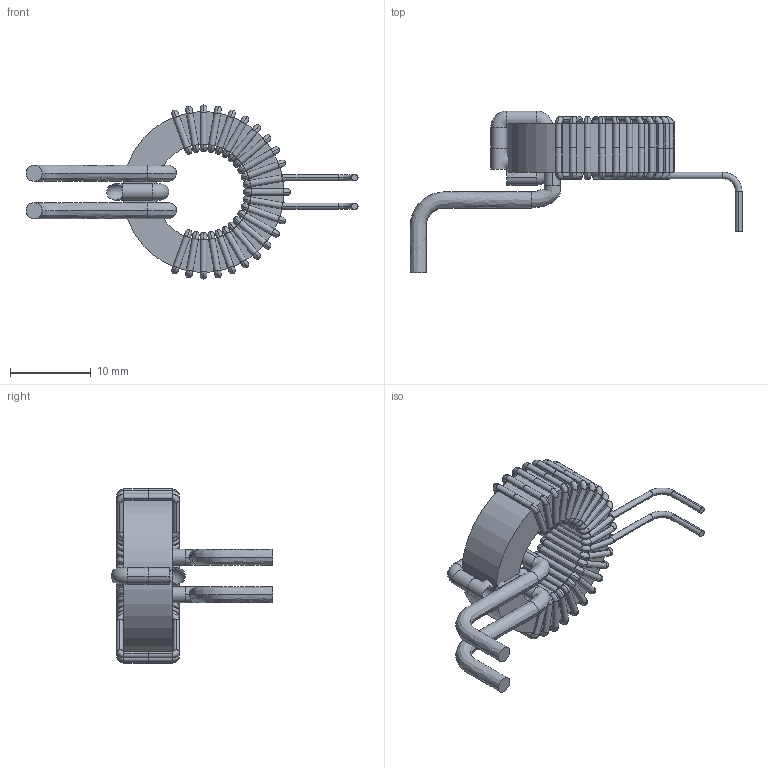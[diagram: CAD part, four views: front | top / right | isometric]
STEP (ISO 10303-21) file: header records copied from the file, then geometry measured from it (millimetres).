
FILE_DESCRIPTION (( 'STEP AP214' ), '1' );
FILE_NAME ('懾譈鴀 襜罻, 懤鍆鴇.STEP', '2023-05-25T08:56:27', ( '' ), ( '' ), 'SwSTEP 2.0', 'SolidWorks 2021', '' );
FILE_SCHEMA (( 'AUTOMOTIVE_DESIGN' ));
Length unit declared in the file: millimetre
Products named in the file (6): Îáìîòêà âòîðè÷êè; Ôåððèò 20õ12õ6; Îáìîòêà ïåðâè÷êè; Âûâîä ïåðâè÷êè; Âûâîä âòîðè÷êè; 懾譈鴀 襜罻, 懤鍆鴇
Assembly tree (29 placements, depth 2):
  懾譈鴀 襜罻, 懤鍆鴇
    Ôåððèò 20õ12õ6
    Îáìîòêà âòîðè÷êè  x23
    Âûâîä âòîðè÷êè  x2
    Îáìîòêà ïåðâè÷êè
    Âûâîä ïåðâè÷êè  x2
Bounding box: 41.2 x 20.09 x 21.6 mm (x, y, z)
Volume: 1762.9 mm3; surface area: 3021.3 mm2
Topology: 29 solids, 29 shells, 466 faces, 1312 edges, 848 vertices
Faces by surface type: cylinder 256, torus 192, plane 10, bspline 8
Entity records: 2602 total; most frequent: CARTESIAN_POINT 884, DIRECTION 378, ORIENTED_EDGE 256, AXIS2_PLACEMENT_3D 174, EDGE_CURVE 128, CIRCLE 92, VERTEX_POINT 80, EDGE_LOOP 56
